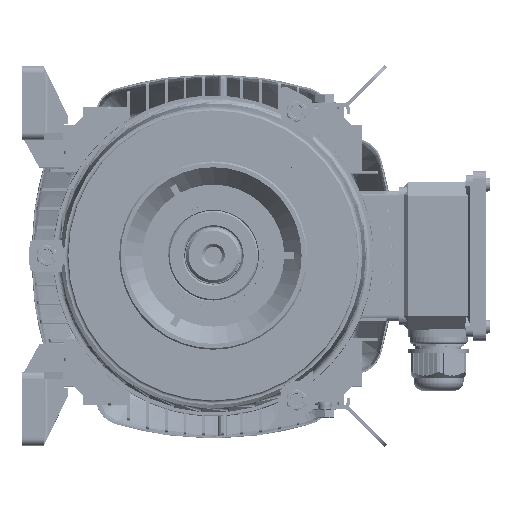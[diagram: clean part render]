
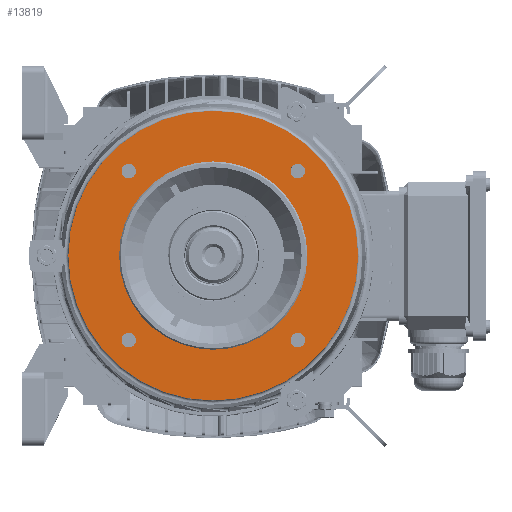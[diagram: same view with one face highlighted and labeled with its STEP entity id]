
A CAD part, top view. The second image highlights one B-rep face of the part: STEP entity #13819.
In plain terms, the highlighted planar face has unit normal (0, 0, 1).
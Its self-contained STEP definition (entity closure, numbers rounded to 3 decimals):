
#8235=FACE_BOUND('',#26981,.T.);
#8236=FACE_BOUND('',#26982,.T.);
#8237=FACE_BOUND('',#26983,.T.);
#8238=FACE_BOUND('',#26984,.T.);
#8239=FACE_BOUND('',#26985,.T.);
#8240=FACE_BOUND('',#26986,.T.);
#13819=ADVANCED_FACE('',(#8235,#8236,#8237,#8238,#8239,#8240),#18101,.F.);
#18101=PLANE('',#105514);
#26981=EDGE_LOOP('',(#47434));
#26982=EDGE_LOOP('',(#47435));
#26983=EDGE_LOOP('',(#47436));
#26984=EDGE_LOOP('',(#47437));
#26985=EDGE_LOOP('',(#47438));
#26986=EDGE_LOOP('',(#47439));
#31847=CIRCLE('',#105508,5.);
#31848=CIRCLE('',#105509,5.);
#31849=CIRCLE('',#105510,65.);
#31850=CIRCLE('',#105511,100.);
#31851=CIRCLE('',#105512,5.);
#31852=CIRCLE('',#105513,5.);
#47434=ORIENTED_EDGE('',*,*,#78288,.F.);
#47435=ORIENTED_EDGE('',*,*,#78289,.F.);
#47436=ORIENTED_EDGE('',*,*,#78290,.F.);
#47437=ORIENTED_EDGE('',*,*,#78291,.T.);
#47438=ORIENTED_EDGE('',*,*,#78292,.F.);
#47439=ORIENTED_EDGE('',*,*,#78293,.F.);
#66734=VERTEX_POINT('',#161577);
#66735=VERTEX_POINT('',#161579);
#66736=VERTEX_POINT('',#161581);
#66737=VERTEX_POINT('',#161583);
#66738=VERTEX_POINT('',#161585);
#66739=VERTEX_POINT('',#161587);
#78288=EDGE_CURVE('',#66734,#66734,#31847,.T.);
#78289=EDGE_CURVE('',#66735,#66735,#31848,.T.);
#78290=EDGE_CURVE('',#66736,#66736,#31849,.T.);
#78291=EDGE_CURVE('',#66737,#66737,#31850,.T.);
#78292=EDGE_CURVE('',#66738,#66738,#31851,.T.);
#78293=EDGE_CURVE('',#66739,#66739,#31852,.T.);
#105508=AXIS2_PLACEMENT_3D('',#161576,#122571,#122572);
#105509=AXIS2_PLACEMENT_3D('',#161578,#122573,#122574);
#105510=AXIS2_PLACEMENT_3D('',#161580,#122575,#122576);
#105511=AXIS2_PLACEMENT_3D('',#161582,#122577,#122578);
#105512=AXIS2_PLACEMENT_3D('',#161584,#122579,#122580);
#105513=AXIS2_PLACEMENT_3D('',#161586,#122581,#122582);
#105514=AXIS2_PLACEMENT_3D('',#161588,#122583,#122584);
#122571=DIRECTION('',(0.,0.,1.));
#122572=DIRECTION('',(0.,1.,0.));
#122573=DIRECTION('',(0.,0.,1.));
#122574=DIRECTION('',(0.,1.,0.));
#122575=DIRECTION('',(0.,0.,1.));
#122576=DIRECTION('',(0.,-1.,0.));
#122577=DIRECTION('',(0.,0.,1.));
#122578=DIRECTION('',(0.,-1.,0.));
#122579=DIRECTION('',(0.,0.,1.));
#122580=DIRECTION('',(0.,1.,0.));
#122581=DIRECTION('',(0.,0.,1.));
#122582=DIRECTION('',(0.,1.,0.));
#122583=DIRECTION('',(0.,0.,-1.));
#122584=DIRECTION('',(0.,1.,0.));
#161576=CARTESIAN_POINT('',(58.336,58.336,284.));
#161577=CARTESIAN_POINT('',(58.336,63.336,284.));
#161578=CARTESIAN_POINT('',(58.336,-58.336,284.));
#161579=CARTESIAN_POINT('',(58.336,-53.336,284.));
#161580=CARTESIAN_POINT('',(0.,0.,284.));
#161581=CARTESIAN_POINT('',(0.,-65.,284.));
#161582=CARTESIAN_POINT('',(0.,0.,284.));
#161583=CARTESIAN_POINT('',(0.,-100.,284.));
#161584=CARTESIAN_POINT('',(-58.336,-58.336,284.));
#161585=CARTESIAN_POINT('',(-58.336,-53.336,284.));
#161586=CARTESIAN_POINT('',(-58.336,58.336,284.));
#161587=CARTESIAN_POINT('',(-58.336,63.336,284.));
#161588=CARTESIAN_POINT('',(100.,0.,284.));
